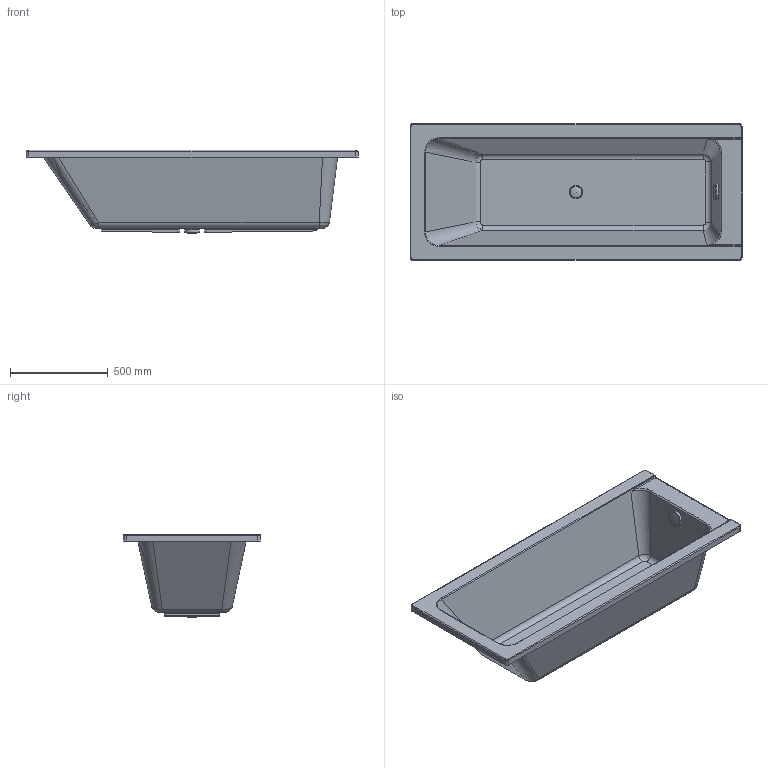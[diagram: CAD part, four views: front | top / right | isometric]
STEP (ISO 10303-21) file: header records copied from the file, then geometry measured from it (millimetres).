
FILE_DESCRIPTION((''),'2;1');
FILE_NAME('700097.stp','2010-12-11T19:36:04',('Andreas'),(''),'Autodesk Inventor 2009','Autodesk Inventor 2009','');
FILE_SCHEMA(('AUTOMOTIVE_DESIGN { 1 0 10303 214 1 1 1 1 }'));
Length unit declared in the file: millimetre
Products named in the file (5): 700097; Verschluss_Ueberlauf; Stopfen; Kelch
Assembly tree (4 placements, depth 2):
  700097
    700097
    Verschluss_Ueberlauf
    Stopfen
    Kelch
Bounding box: 1700 x 700 x 427 mm (x, y, z)
Volume: 29169977 mm3; surface area: 4807947.1 mm2
Topology: 4 solids, 5 shells, 178 faces, 417 edges, 251 vertices
Faces by surface type: cylinder 66, plane 52, bspline 41, torus 14, cone 3, sphere 2
Full cylindrical faces by diameter (mm): 20 x1, 25 x1, 42 x1, 44 x1, 52 x1, 60 x1, 75 x1, 79 x1, 79.999 x1
Entity records: 12071 total; most frequent: CARTESIAN_POINT 8144, ORIENTED_EDGE 774, DIRECTION 771, EDGE_CURVE 387, AXIS2_PLACEMENT_3D 302, VERTEX_POINT 246, EDGE_LOOP 211, FACE_OUTER_BOUND 178
